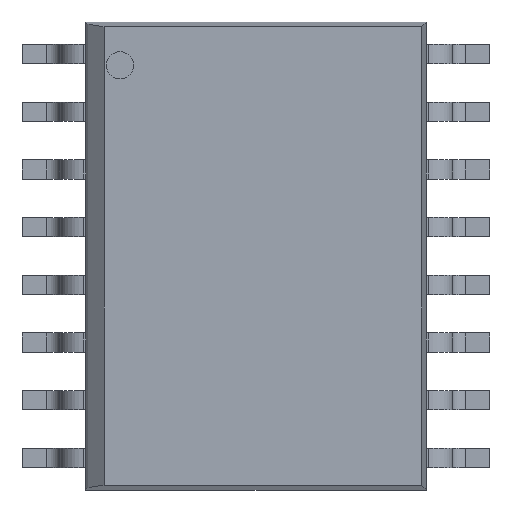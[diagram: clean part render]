
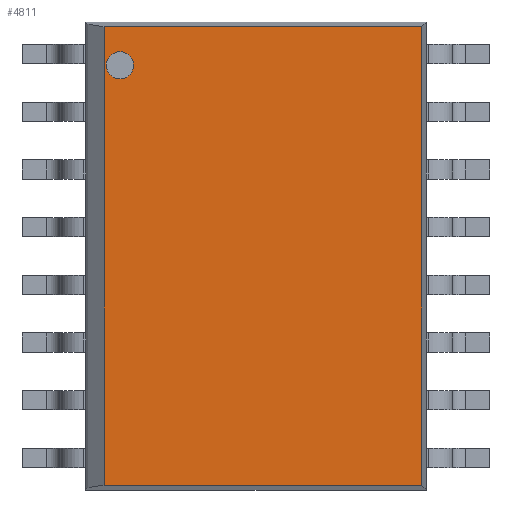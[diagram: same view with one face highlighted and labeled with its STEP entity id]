
A CAD part, top view. The second image highlights one B-rep face of the part: STEP entity #4811.
In plain terms, the highlighted planar face has unit normal (0, 0, 1).
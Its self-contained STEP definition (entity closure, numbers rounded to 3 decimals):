
#78=FACE_BOUND('',#722,.T.);
#79=CIRCLE('',#5082,0.3);
#465=FACE_OUTER_BOUND('',#721,.T.);
#721=EDGE_LOOP('',(#3242,#3243,#3244,#3245));
#722=EDGE_LOOP('',(#3246));
#977=LINE('',#6805,#1540);
#980=LINE('',#6811,#1543);
#984=LINE('',#6819,#1547);
#985=LINE('',#6820,#1548);
#1540=VECTOR('',#5469,10.);
#1543=VECTOR('',#5474,1.);
#1547=VECTOR('',#5480,1.);
#1548=VECTOR('',#5481,1.);
#2103=VERTEX_POINT('',#6802);
#2104=VERTEX_POINT('',#6804);
#2106=VERTEX_POINT('',#6810);
#2109=VERTEX_POINT('',#6818);
#2110=VERTEX_POINT('',#6821);
#2542=EDGE_CURVE('',#2103,#2104,#977,.T.);
#2545=EDGE_CURVE('',#2106,#2104,#980,.T.);
#2549=EDGE_CURVE('',#2103,#2109,#984,.T.);
#2550=EDGE_CURVE('',#2109,#2106,#985,.T.);
#2551=EDGE_CURVE('',#2110,#2110,#79,.T.);
#3242=ORIENTED_EDGE('',*,*,#2542,.F.);
#3243=ORIENTED_EDGE('',*,*,#2549,.T.);
#3244=ORIENTED_EDGE('',*,*,#2550,.T.);
#3245=ORIENTED_EDGE('',*,*,#2545,.T.);
#3246=ORIENTED_EDGE('',*,*,#2551,.T.);
#4619=PLANE('',#5081);
#4811=ADVANCED_FACE('',(#465,#78),#4619,.F.);
#5081=AXIS2_PLACEMENT_3D('',#6817,#5478,#5479);
#5082=AXIS2_PLACEMENT_3D('',#6822,#5482,#5483);
#5469=DIRECTION('',(0.,1.,0.));
#5474=DIRECTION('',(-1.,0.,0.));
#5478=DIRECTION('center_axis',(0.,0.,-1.));
#5479=DIRECTION('ref_axis',(0.356,-0.935,0.));
#5480=DIRECTION('',(1.,0.,0.));
#5481=DIRECTION('',(0.,1.,0.));
#5482=DIRECTION('center_axis',(0.,0.,-1.));
#5483=DIRECTION('ref_axis',(0.,-1.,0.));
#6802=CARTESIAN_POINT('',(-3.345,-5.045,1.525));
#6804=CARTESIAN_POINT('',(-3.345,5.045,1.525));
#6805=CARTESIAN_POINT('',(-3.345,2.423,1.525));
#6810=CARTESIAN_POINT('',(3.645,5.045,1.525));
#6811=CARTESIAN_POINT('',(0.045,5.045,1.525));
#6817=CARTESIAN_POINT('Origin',(-0.045,4.845,1.525));
#6818=CARTESIAN_POINT('',(3.645,-5.045,1.525));
#6819=CARTESIAN_POINT('',(-3.645,-5.045,1.525));
#6820=CARTESIAN_POINT('',(3.645,-4.645,1.525));
#6821=CARTESIAN_POINT('',(-2.995,3.895,1.525));
#6822=CARTESIAN_POINT('Origin',(-2.995,4.195,1.525));
